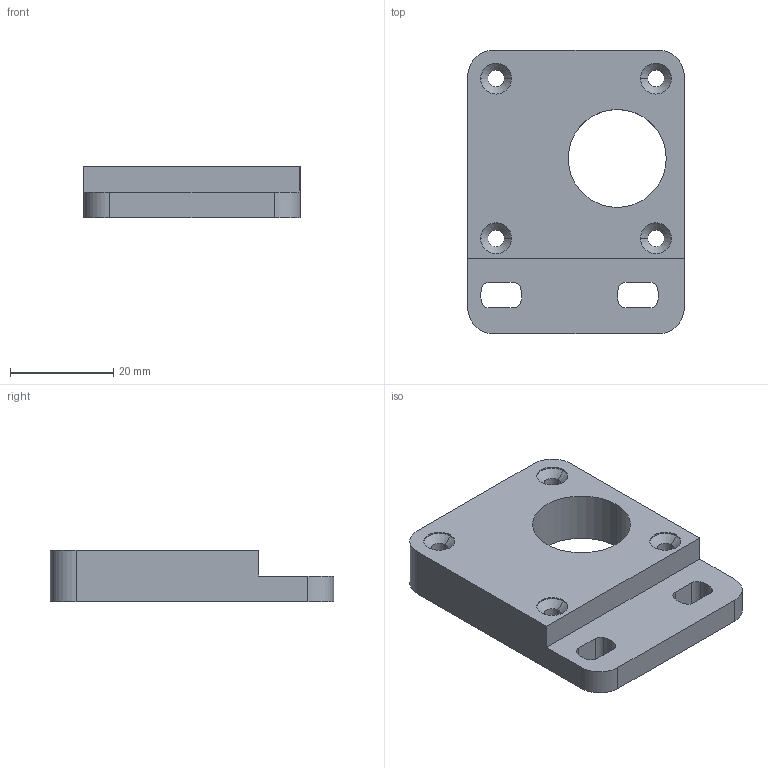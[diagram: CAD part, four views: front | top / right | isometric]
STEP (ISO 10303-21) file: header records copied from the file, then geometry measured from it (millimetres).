
FILE_DESCRIPTION(('Open CASCADE Model'),'2;1');
FILE_NAME('Open CASCADE Shape Model','2019-09-04T20:48:49',('Author'),( 'Open CASCADE'),'Open CASCADE STEP processor 7.2','Open CASCADE 7.2' ,'Unknown');
FILE_SCHEMA(('AUTOMOTIVE_DESIGN { 1 0 10303 214 1 1 1 1 }'));
Length unit declared in the file: millimetre
Products named in the file (1): Open CASCADE STEP translator 7.2 2
Bounding box: 42 x 55 x 10 mm (x, y, z)
Volume: 16282.5 mm3; surface area: 6740.8 mm2
Topology: 1 solids, 1 shells, 59 faces, 151 edges, 98 vertices
Faces by surface type: cylinder 35, plane 16, cone 8
Entity records: 3897 total; most frequent: CARTESIAN_POINT 867, DIRECTION 580, ORIENTED_EDGE 302, PCURVE 302, DEFINITIONAL_REPRESENTATION 302, LINE 271, VECTOR 271, EDGE_CURVE 151
